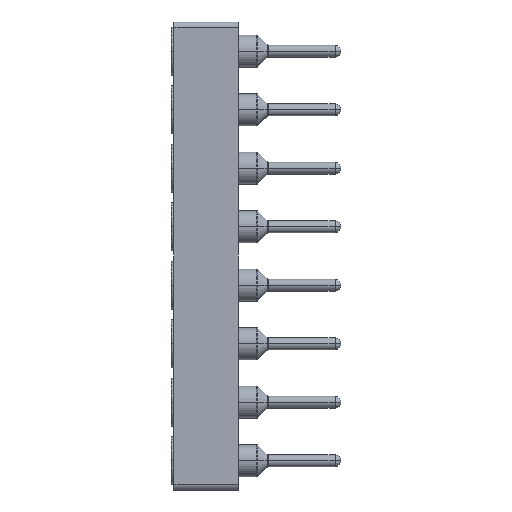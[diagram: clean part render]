
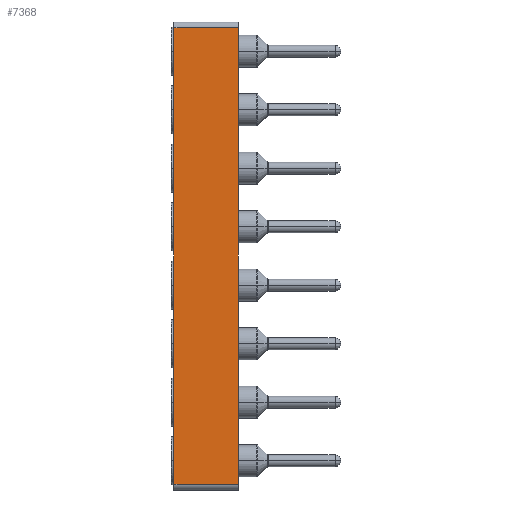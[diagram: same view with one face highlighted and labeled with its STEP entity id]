
A CAD part, left-side view. The second image highlights one B-rep face of the part: STEP entity #7368.
In plain terms, the highlighted planar face has unit normal (-1, 0, 0).
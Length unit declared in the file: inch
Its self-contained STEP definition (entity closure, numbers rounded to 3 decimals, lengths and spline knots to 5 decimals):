
#151 = VERTEX_POINT ( 'NONE', #13890 ) ;
#862 = DIRECTION ( 'NONE',  ( -1., 0., 0. ) ) ;
#1347 = CARTESIAN_POINT ( 'NONE',  ( -0.2, 0.05, 0.05 ) ) ;
#1506 = ORIENTED_EDGE ( 'NONE', *, *, #20356, .T. ) ;
#2150 = FACE_OUTER_BOUND ( 'NONE', #12617, .T. ) ;
#2394 = ORIENTED_EDGE ( 'NONE', *, *, #7729, .T. ) ;
#2763 = DIRECTION ( 'NONE',  ( 0., 1., 0. ) ) ;
#4935 = LINE ( 'NONE', #1347, #7386 ) ;
#5148 = CARTESIAN_POINT ( 'NONE',  ( -0.2, 0.05, 0.04 ) ) ;
#5288 = PLANE ( 'NONE',  #18674 ) ;
#5419 = CARTESIAN_POINT ( 'NONE',  ( -0.2, 0.05, 0.04 ) ) ;
#5485 = DIRECTION ( 'NONE',  ( 0., -1., 0. ) ) ;
#7254 = CARTESIAN_POINT ( 'NONE',  ( -0.2, 0.16, -0.74 ) ) ;
#7368 = ADVANCED_FACE ( 'NONE', ( #2150 ), #5288, .T. ) ;
#7386 = VECTOR ( 'NONE', #13998, 39.37008 ) ;
#7517 = ORIENTED_EDGE ( 'NONE', *, *, #20465, .T. ) ;
#7729 = EDGE_CURVE ( 'NONE', #151, #13978, #11774, .T. ) ;
#9900 = LINE ( 'NONE', #13465, #11383 ) ;
#10794 = CARTESIAN_POINT ( 'NONE',  ( -0.2, 0.05, 0.04 ) ) ;
#11383 = VECTOR ( 'NONE', #5485, 39.37008 ) ;
#11774 = LINE ( 'NONE', #17346, #13273 ) ;
#12617 = EDGE_LOOP ( 'NONE', ( #7517, #15934, #2394, #1506 ) ) ;
#13273 = VECTOR ( 'NONE', #17610, 39.37008 ) ;
#13465 = CARTESIAN_POINT ( 'NONE',  ( -0.2, 0.05, -0.74 ) ) ;
#13890 = CARTESIAN_POINT ( 'NONE',  ( -0.2, 0.16, 0.04 ) ) ;
#13978 = VERTEX_POINT ( 'NONE', #7254 ) ;
#13998 = DIRECTION ( 'NONE',  ( 0., 0., 1. ) ) ;
#14957 = DIRECTION ( 'NONE',  ( 0., 0., 1. ) ) ;
#15244 = VERTEX_POINT ( 'NONE', #5148 ) ;
#15934 = ORIENTED_EDGE ( 'NONE', *, *, #19195, .T. ) ;
#17291 = VECTOR ( 'NONE', #2763, 39.37008 ) ;
#17346 = CARTESIAN_POINT ( 'NONE',  ( -0.2, 0.16, 0.04 ) ) ;
#17502 = VERTEX_POINT ( 'NONE', #19567 ) ;
#17610 = DIRECTION ( 'NONE',  ( 0., 0., -1. ) ) ;
#18674 = AXIS2_PLACEMENT_3D ( 'NONE', #5419, #862, #14957 ) ;
#19195 = EDGE_CURVE ( 'NONE', #15244, #151, #20487, .T. ) ;
#19567 = CARTESIAN_POINT ( 'NONE',  ( -0.2, 0.05, -0.74 ) ) ;
#20356 = EDGE_CURVE ( 'NONE', #13978, #17502, #9900, .T. ) ;
#20465 = EDGE_CURVE ( 'NONE', #17502, #15244, #4935, .T. ) ;
#20487 = LINE ( 'NONE', #10794, #17291 ) ;
